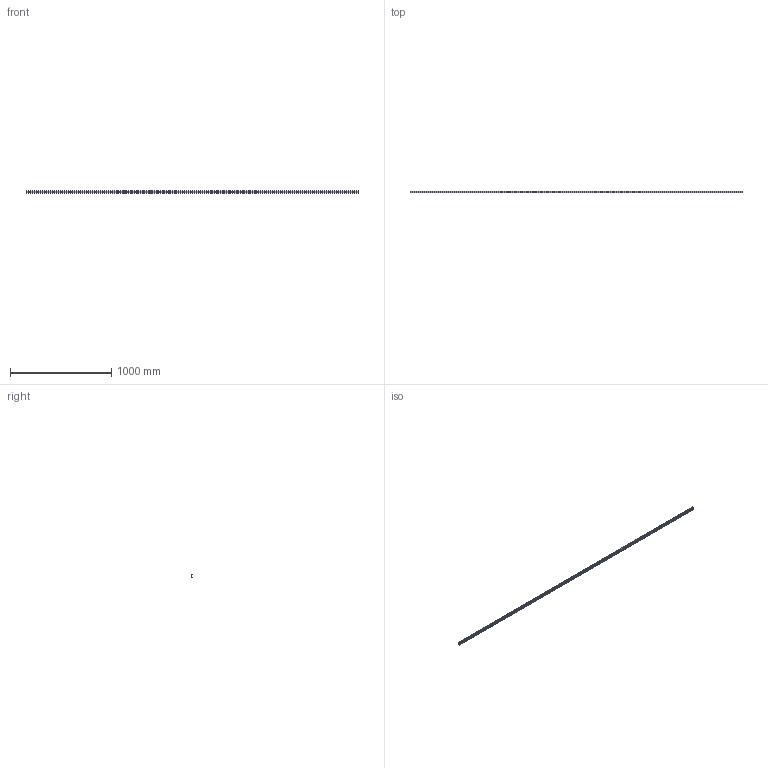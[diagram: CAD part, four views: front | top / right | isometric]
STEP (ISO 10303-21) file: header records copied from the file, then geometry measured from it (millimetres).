
FILE_DESCRIPTION((''),'2;1');
FILE_NAME('LCX 28H-3280.C.stp','2016-04-28T08:40:08',('MRathmann'),(''),'Autodesk Inventor 2012','Autodesk Inventor 2012','');
FILE_SCHEMA(('CONFIG_CONTROL_DESIGN'));
Length unit declared in the file: millimetre
Products named in the file (1): LCX 28H-3280.C
Bounding box: 3280 x 12.3 x 28 mm (x, y, z)
Volume: 530343.7 mm3; surface area: 317813.3 mm2
Topology: 1 solids, 1 shells, 147 faces, 353 edges, 249 vertices
Faces by surface type: cylinder 93, plane 54
Full cylindrical faces by diameter (mm): 6.4 x41, 11 x41
Entity records: 3832 total; most frequent: DIRECTION 712, CARTESIAN_POINT 586, ORIENTED_EDGE 460, EDGE_LOOP 352, AXIS2_PLACEMENT_3D 334, EDGE_CURVE 230, VERTEX_POINT 208, FACE_BOUND 205
